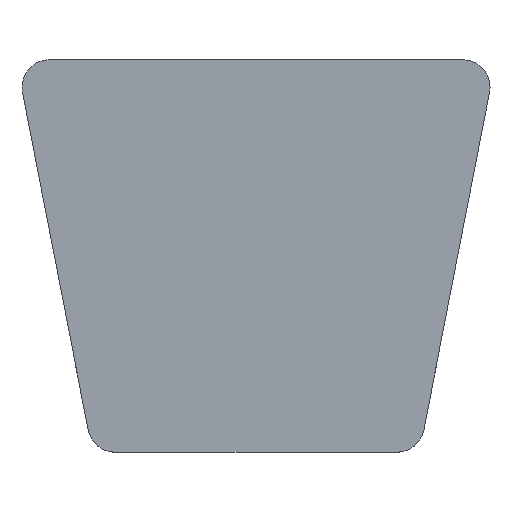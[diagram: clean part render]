
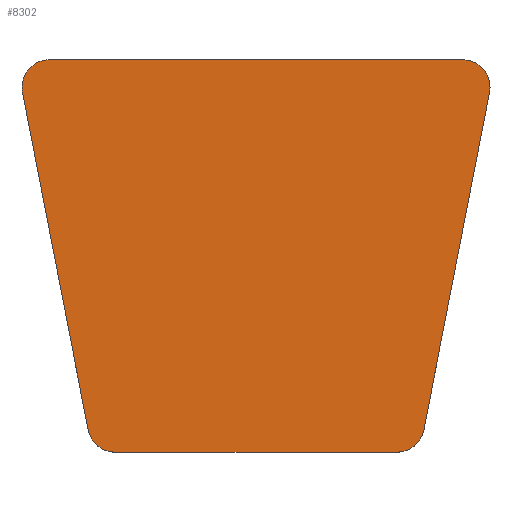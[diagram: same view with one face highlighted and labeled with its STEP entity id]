
A CAD part, top view. The second image highlights one B-rep face of the part: STEP entity #8302.
In plain terms, the highlighted planar face has unit normal (0, 0, 1).
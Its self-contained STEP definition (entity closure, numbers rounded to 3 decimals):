
#46 = CARTESIAN_POINT ( 'NONE',  ( 129.393, -360., 12. ) ) ;
#171 = ORIENTED_EDGE ( 'NONE', *, *, #5979, .F. ) ;
#382 = LINE ( 'NONE', #428, #1456 ) ;
#428 = CARTESIAN_POINT ( 'NONE',  ( 150., -360., 12. ) ) ;
#543 = ORIENTED_EDGE ( 'NONE', *, *, #4032, .T. ) ;
#614 = CARTESIAN_POINT ( 'NONE',  ( -129.393, -335., 12. ) ) ;
#622 = VERTEX_POINT ( 'NONE', #737 ) ;
#737 = CARTESIAN_POINT ( 'NONE',  ( 189.671, 0., 12. ) ) ;
#972 = CIRCLE ( 'NONE', #8988, 25. ) ;
#1189 = ORIENTED_EDGE ( 'NONE', *, *, #5318, .T. ) ;
#1233 = CARTESIAN_POINT ( 'NONE',  ( -220., 0., 12. ) ) ;
#1401 = CARTESIAN_POINT ( 'NONE',  ( 129.393, -335., 12. ) ) ;
#1439 = ORIENTED_EDGE ( 'NONE', *, *, #7813, .T. ) ;
#1456 = VECTOR ( 'NONE', #2488, 1000. ) ;
#1504 = DIRECTION ( 'NONE',  ( -1., 0., 0. ) ) ;
#1903 = EDGE_LOOP ( 'NONE', ( #4412, #1189, #171, #7035, #8605, #5058, #1439, #2949, #543 ) ) ;
#1942 = DIRECTION ( 'NONE',  ( 0., 0., 1. ) ) ;
#2015 = LINE ( 'NONE', #2663, #5404 ) ;
#2215 = CARTESIAN_POINT ( 'NONE',  ( -189.671, 0., 12. ) ) ;
#2469 = EDGE_CURVE ( 'NONE', #7022, #5462, #6367, .T. ) ;
#2488 = DIRECTION ( 'NONE',  ( -1., 0., 0. ) ) ;
#2623 = AXIS2_PLACEMENT_3D ( 'NONE', #5183, #8602, #8515 ) ;
#2663 = CARTESIAN_POINT ( 'NONE',  ( 220., 0., 12. ) ) ;
#2703 = VERTEX_POINT ( 'NONE', #46 ) ;
#2706 = LINE ( 'NONE', #1233, #4796 ) ;
#2780 = CIRCLE ( 'NONE', #2623, 25. ) ;
#2782 = AXIS2_PLACEMENT_3D ( 'NONE', #8483, #4790, #1504 ) ;
#2821 = DIRECTION ( 'NONE',  ( 0., 0., 1. ) ) ;
#2926 = PLANE ( 'NONE',  #2782 ) ;
#2949 = ORIENTED_EDGE ( 'NONE', *, *, #5368, .F. ) ;
#3114 = CARTESIAN_POINT ( 'NONE',  ( 153.933, -339.772, 12. ) ) ;
#3431 = VERTEX_POINT ( 'NONE', #5665 ) ;
#4013 = DIRECTION ( 'NONE',  ( 1., 0., 0. ) ) ;
#4032 = EDGE_CURVE ( 'NONE', #2703, #4639, #4281, .T. ) ;
#4047 = LINE ( 'NONE', #8063, #4824 ) ;
#4101 = AXIS2_PLACEMENT_3D ( 'NONE', #614, #1942, #7544 ) ;
#4228 = DIRECTION ( 'NONE',  ( -1., 0., 0. ) ) ;
#4281 = CIRCLE ( 'NONE', #5152, 25. ) ;
#4412 = ORIENTED_EDGE ( 'NONE', *, *, #7321, .F. ) ;
#4639 = VERTEX_POINT ( 'NONE', #3114 ) ;
#4656 = CARTESIAN_POINT ( 'NONE',  ( -129.393, -360., 12. ) ) ;
#4693 = CARTESIAN_POINT ( 'NONE',  ( -189.671, -25., 12. ) ) ;
#4783 = CARTESIAN_POINT ( 'NONE',  ( 214.211, -29.772, 12. ) ) ;
#4790 = DIRECTION ( 'NONE',  ( 0., 0., -1. ) ) ;
#4796 = VECTOR ( 'NONE', #4013, 1000. ) ;
#4824 = VECTOR ( 'NONE', #6101, 1000. ) ;
#5058 = ORIENTED_EDGE ( 'NONE', *, *, #8458, .F. ) ;
#5152 = AXIS2_PLACEMENT_3D ( 'NONE', #1401, #2821, #4228 ) ;
#5163 = CARTESIAN_POINT ( 'NONE',  ( -189.671, -25., 12. ) ) ;
#5183 = CARTESIAN_POINT ( 'NONE',  ( 189.671, -25., 12. ) ) ;
#5318 = EDGE_CURVE ( 'NONE', #7408, #622, #2780, .T. ) ;
#5368 = EDGE_CURVE ( 'NONE', #2703, #8116, #382, .T. ) ;
#5404 = VECTOR ( 'NONE', #5485, 1000. ) ;
#5425 = DIRECTION ( 'NONE',  ( -1., 0., 0. ) ) ;
#5462 = VERTEX_POINT ( 'NONE', #8865 ) ;
#5485 = DIRECTION ( 'NONE',  ( -0.191, -0.982, 0. ) ) ;
#5496 = AXIS2_PLACEMENT_3D ( 'NONE', #5163, #7252, #8027 ) ;
#5665 = CARTESIAN_POINT ( 'NONE',  ( -153.933, -339.772, 12. ) ) ;
#5979 = EDGE_CURVE ( 'NONE', #7022, #622, #2706, .T. ) ;
#6073 = CARTESIAN_POINT ( 'NONE',  ( -214.211, -29.772, 12. ) ) ;
#6101 = DIRECTION ( 'NONE',  ( -0.191, 0.982, 0. ) ) ;
#6367 = CIRCLE ( 'NONE', #5496, 25. ) ;
#6738 = DIRECTION ( 'NONE',  ( 0., 0., 1. ) ) ;
#7022 = VERTEX_POINT ( 'NONE', #2215 ) ;
#7035 = ORIENTED_EDGE ( 'NONE', *, *, #2469, .T. ) ;
#7092 = VERTEX_POINT ( 'NONE', #6073 ) ;
#7252 = DIRECTION ( 'NONE',  ( 0., 0., 1. ) ) ;
#7302 = CIRCLE ( 'NONE', #4101, 25. ) ;
#7321 = EDGE_CURVE ( 'NONE', #7408, #4639, #2015, .T. ) ;
#7408 = VERTEX_POINT ( 'NONE', #4783 ) ;
#7544 = DIRECTION ( 'NONE',  ( -1., 0., 0. ) ) ;
#7750 = FACE_OUTER_BOUND ( 'NONE', #1903, .T. ) ;
#7813 = EDGE_CURVE ( 'NONE', #3431, #8116, #7302, .T. ) ;
#8027 = DIRECTION ( 'NONE',  ( -1., 0., 0. ) ) ;
#8063 = CARTESIAN_POINT ( 'NONE',  ( -150., -360., 12. ) ) ;
#8116 = VERTEX_POINT ( 'NONE', #4656 ) ;
#8302 = ADVANCED_FACE ( 'NONE', ( #7750 ), #2926, .F. ) ;
#8458 = EDGE_CURVE ( 'NONE', #3431, #7092, #4047, .T. ) ;
#8483 = CARTESIAN_POINT ( 'NONE',  ( 0., 0., 12. ) ) ;
#8515 = DIRECTION ( 'NONE',  ( -1., 0., 0. ) ) ;
#8526 = EDGE_CURVE ( 'NONE', #5462, #7092, #972, .T. ) ;
#8602 = DIRECTION ( 'NONE',  ( 0., 0., 1. ) ) ;
#8605 = ORIENTED_EDGE ( 'NONE', *, *, #8526, .T. ) ;
#8865 = CARTESIAN_POINT ( 'NONE',  ( -214.671, -25., 12. ) ) ;
#8988 = AXIS2_PLACEMENT_3D ( 'NONE', #4693, #6738, #5425 ) ;
